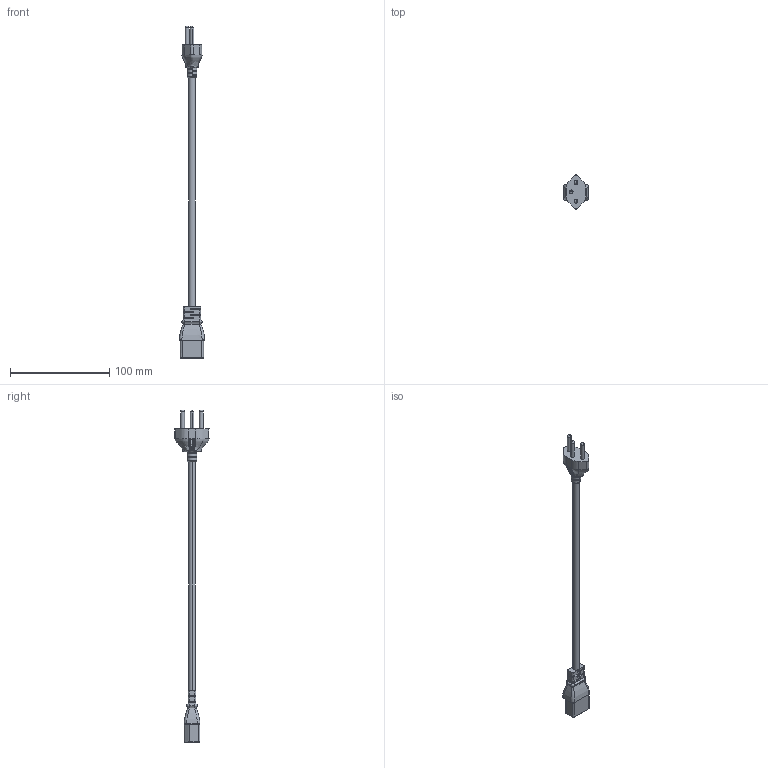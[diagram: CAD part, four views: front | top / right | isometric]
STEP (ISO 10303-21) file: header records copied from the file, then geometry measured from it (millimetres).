
FILE_DESCRIPTION (( 'STEP AP203' ), '1' );
FILE_NAME ('IPCJC13-10A-2M_3D.STEP', '2022-04-21T22:58:13', ( '' ), ( '' ), 'SwSTEP 2.0', 'SolidWorks 2021', '' );
FILE_SCHEMA (( 'CONFIG_CONTROL_DESIGN' ));
Length unit declared in the file: inch
Products named in the file (4): H05VV-F 3G Cord (for 44-423-02M); SF-10 TYPE J 10A 250V PWR PLUG; IPCJC13-10A-2M_3D; SF-82 IEC 320 C13 FEM PWR PLUG
Assembly tree (3 placements, depth 2):
  IPCJC13-10A-2M_3D
    SF-10 TYPE J 10A 250V PWR PLUG
    H05VV-F 3G Cord (for 44-423-02M)
    SF-82 IEC 320 C13 FEM PWR PLUG
Bounding box: 25.4 x 34.34 x 334 mm (x, y, z)
Volume: 31828 mm3; surface area: 15381.9 mm2
Topology: 6 solids, 6 shells, 398 faces, 1037 edges, 644 vertices
Faces by surface type: plane 228, cylinder 91, bspline 55, torus 18, sphere 6
Entity records: 17349 total; most frequent: CARTESIAN_POINT 7595, ORIENTED_EDGE 2046, DIRECTION 1801, EDGE_CURVE 1023, VERTEX_POINT 638, VECTOR 619, LINE 619, AXIS2_PLACEMENT_3D 591
